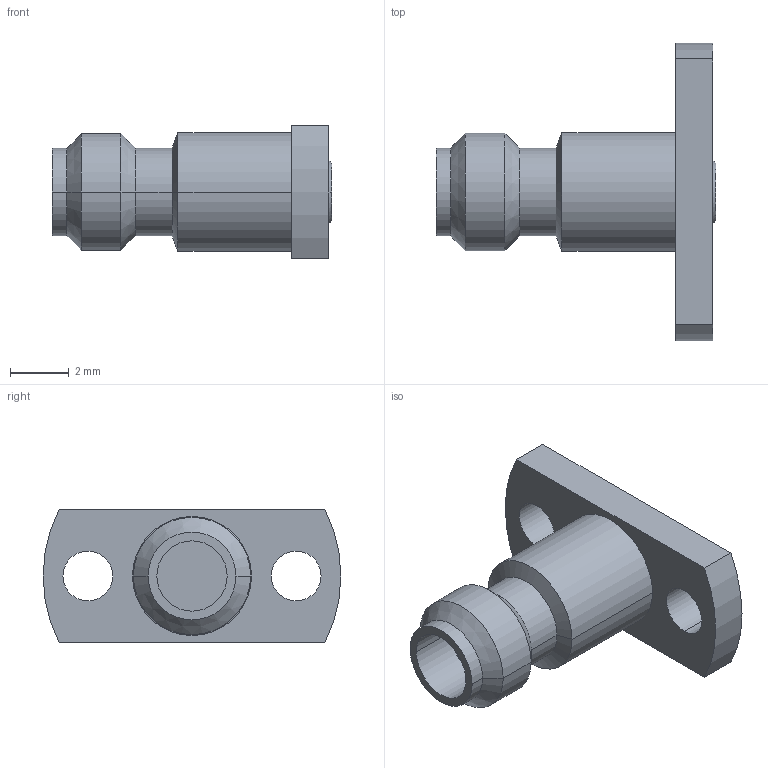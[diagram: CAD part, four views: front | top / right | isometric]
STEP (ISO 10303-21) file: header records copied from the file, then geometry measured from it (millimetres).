
FILE_DESCRIPTION (( 'STEP AP214' ), '1' );
FILE_NAME ('FMCN5519_3D.step', '2026-03-03T21:51:20', ( '' ), ( '' ), 'SwSTEP 2.0', 'SolidWorks 2025', '' );
FILE_SCHEMA (( 'AUTOMOTIVE_DESIGN' ));
Length unit declared in the file: inch
Products named in the file (3): Copy of 1.0-8f26b-em09^FMCN5519; Copy of 10-8F26B-EM09_1^Copy of 1.0-8f26b-em09_FMCN5519; FMCN5519_3D
Assembly tree (2 placements, depth 3):
  FMCN5519_3D
    Copy of 1.0-8f26b-em09^FMCN5519
      Copy of 10-8F26B-EM09_1^Copy of 1.0-8f26b-em09_FMCN5519
Bounding box: 9.55 x 10.16 x 4.57 mm (x, y, z)
Volume: 133.8 mm3; surface area: 247.8 mm2
Topology: 1 solids, 1 shells, 37 faces, 78 edges, 48 vertices
Faces by surface type: cylinder 20, plane 9, cone 8
Entity records: 1097 total; most frequent: DIRECTION 208, CARTESIAN_POINT 169, ORIENTED_EDGE 156, AXIS2_PLACEMENT_3D 87, EDGE_CURVE 78, VERTEX_POINT 48, EDGE_LOOP 46, CIRCLE 44
